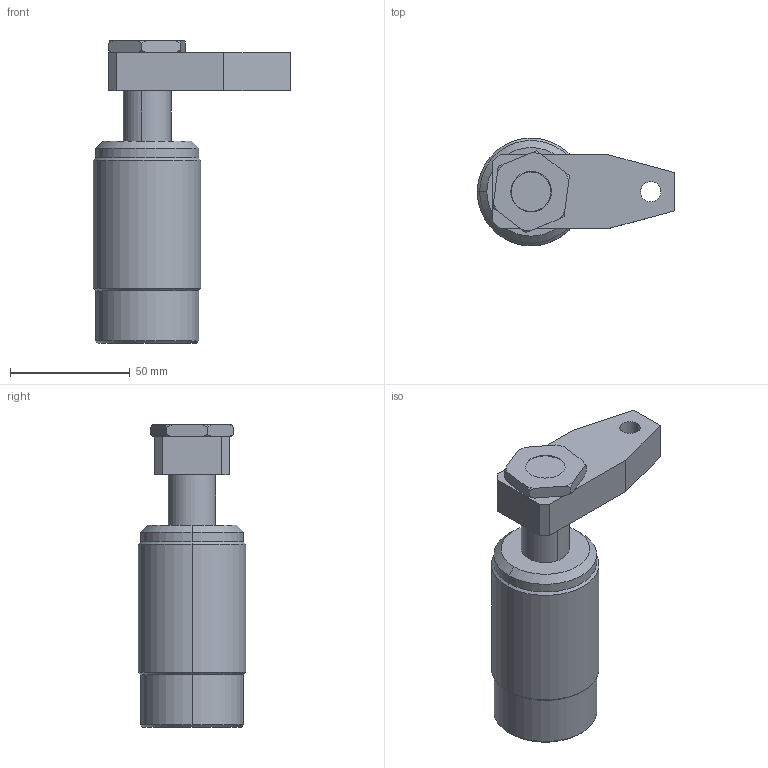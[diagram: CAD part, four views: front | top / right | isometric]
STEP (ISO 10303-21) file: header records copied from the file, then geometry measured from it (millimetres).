
FILE_DESCRIPTION (( 'STEP AP203' ), '1' );
FILE_NAME ('HPS-25DA.STEP', '2019-10-12T00:07:02', ( '微软用户' ), ( '微软中国' ), 'SwSTEP 2.0', 'SolidWorks 2012', '' );
FILE_SCHEMA (( 'CONFIG_CONTROL_DESIGN' ));
Length unit declared in the file: millimetre
Products named in the file (5): HPS-25DA; HPS-25揤旋; HPS-25鞠褒蹟譫; HPS-25活塞杆; HPS-25DA掛极
Assembly tree (4 placements, depth 2):
  HPS-25DA
    HPS-25DA掛极
    HPS-25活塞杆
    HPS-25鞠褒蹟譫
    HPS-25揤旋
Bounding box: 82.5 x 45 x 126.5 mm (x, y, z)
Volume: 162370.8 mm3; surface area: 36366.1 mm2
Topology: 4 solids, 4 shells, 157 faces, 373 edges, 240 vertices
Faces by surface type: plane 71, cone 34, cylinder 30, bspline 16, torus 6
Entity records: 5818 total; most frequent: CARTESIAN_POINT 1713, ORIENTED_EDGE 746, DIRECTION 721, EDGE_CURVE 373, AXIS2_PLACEMENT_3D 256, VERTEX_POINT 240, VECTOR 209, LINE 209
